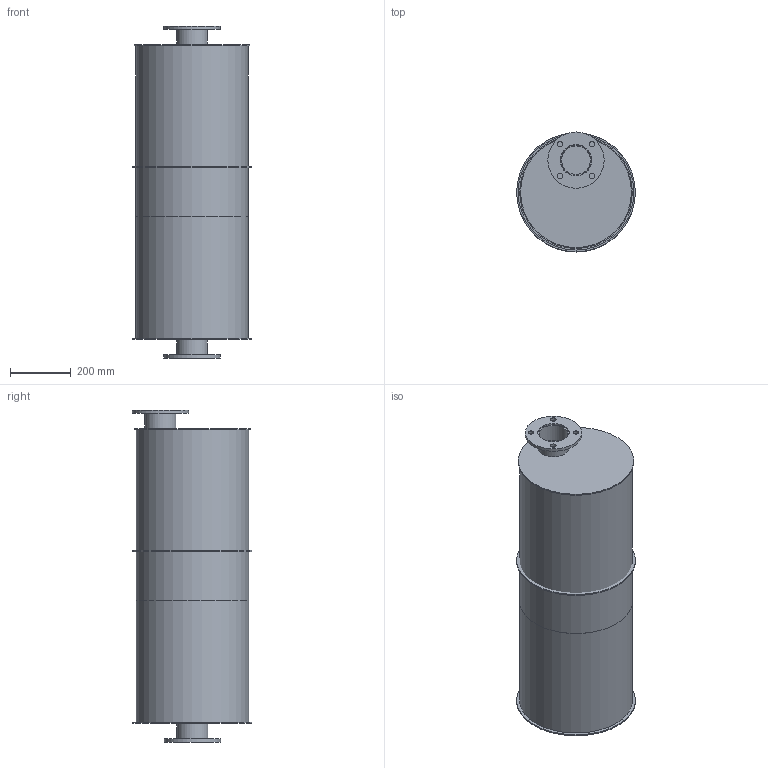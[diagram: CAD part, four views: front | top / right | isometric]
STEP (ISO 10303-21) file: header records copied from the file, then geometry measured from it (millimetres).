
FILE_DESCRIPTION(/* description */ (''),/* implementation_level */ '2;1');
FILE_NAME(/* name */ 'Sdad 03-5.stp',/* time_stamp */ '2015-01-21T14:42:01+01:00',/* author */ ('Tekenkamer'),/* organization */ (''),/* preprocessor_version */ 'ST-DEVELOPER v15.6',/* originating_system */ 'Autodesk Inventor 2015',/* authorisation */ '');
FILE_SCHEMA (('AUTOMOTIVE_DESIGN { 1 0 10303 214 3 1 1 }'));
Length unit declared in the file: millimetre
Products named in the file (1): MAAT3D
Bounding box: 390 x 392.5 x 1090 mm (x, y, z)
Volume: 7409165.5 mm3; surface area: 4528639 mm2
Topology: 12 solids, 12 shells, 56 faces, 96 edges, 64 vertices
Faces by surface type: cylinder 32, plane 24
Full cylindrical faces by diameter (mm): 18 x8, 94.6 x4, 101.6 x4, 103 x2, 103.6 x3, 185 x2, 364 x3, 370 x3, 380 x1, 390 x2
Entity records: 1304 total; most frequent: DIRECTION 242, CARTESIAN_POINT 185, EDGE_LOOP 128, ORIENTED_EDGE 128, AXIS2_PLACEMENT_3D 121, FACE_BOUND 72, CIRCLE 64, VERTEX_POINT 64
